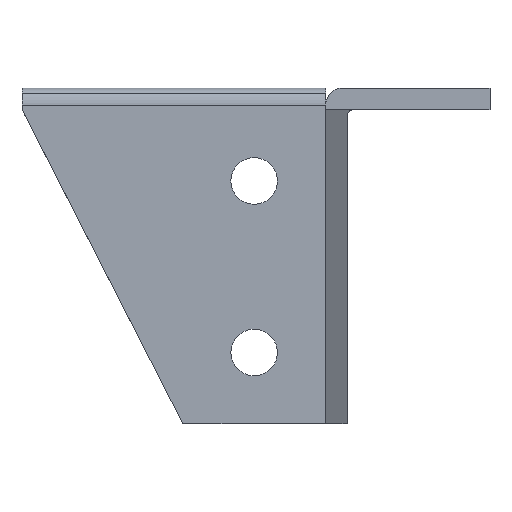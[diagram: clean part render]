
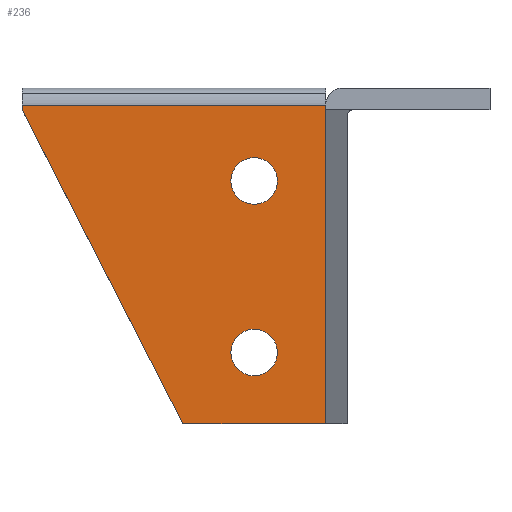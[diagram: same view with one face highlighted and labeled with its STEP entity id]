
A CAD part, left-side view. The second image highlights one B-rep face of the part: STEP entity #236.
In plain terms, the highlighted planar face has unit normal (-1, 0, 0).
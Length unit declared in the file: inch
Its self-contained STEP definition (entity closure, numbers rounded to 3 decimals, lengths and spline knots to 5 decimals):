
#148=EDGE_CURVE('',#412,#413,#414,.T.);
#152=EDGE_CURVE('',#419,#420,#421,.T.);
#178=EDGE_CURVE('',#462,#463,#464,.T.);
#182=EDGE_CURVE('',#469,#470,#471,.T.);
#192=EDGE_CURVE('',#423,#469,#486,.T.);
#214=EDGE_CURVE('',#462,#521,#522,.T.);
#234=EDGE_CURVE('',#420,#492,#549,.T.);
#236=ADVANCED_FACE('',(#551,#552,#553),#554,.T.);
#250=EDGE_CURVE('',#470,#575,#576,.T.);
#312=EDGE_CURVE('',#672,#419,#673,.T.);
#314=EDGE_CURVE('',#413,#463,#675,.T.);
#336=EDGE_CURVE('',#492,#672,#705,.T.);
#356=EDGE_CURVE('',#575,#423,#732,.T.);
#412=VERTEX_POINT('',#792);
#413=VERTEX_POINT('',#793);
#414=LINE('',#794,#795);
#419=VERTEX_POINT('',#808);
#420=VERTEX_POINT('',#809);
#421=B_SPLINE_CURVE_WITH_KNOTS('',3,(#810,#811,#812,#813),.UNSPECIFIED.,.F.,.F.,(4,4),(0.0,1.0),.UNSPECIFIED.);
#423=VERTEX_POINT('',#816);
#462=VERTEX_POINT('',#901);
#463=VERTEX_POINT('',#902);
#464=LINE('',#903,#904);
#469=VERTEX_POINT('',#917);
#470=VERTEX_POINT('',#918);
#471=B_SPLINE_CURVE_WITH_KNOTS('',3,(#919,#920,#921,#922),.UNSPECIFIED.,.F.,.F.,(4,4),(0.0,1.0),.UNSPECIFIED.);
#486=B_SPLINE_CURVE_WITH_KNOTS('',3,(#956,#957,#958,#959),.UNSPECIFIED.,.F.,.F.,(4,4),(0.0,1.0),.UNSPECIFIED.);
#492=VERTEX_POINT('',#970);
#521=VERTEX_POINT('',#1044);
#522=LINE('',#1045,#1046);
#549=B_SPLINE_CURVE_WITH_KNOTS('',3,(#1106,#1107,#1108,#1109),.UNSPECIFIED.,.F.,.F.,(4,4),(0.0,1.0),.UNSPECIFIED.);
#551=FACE_BOUND('',#1111,.T.);
#552=FACE_BOUND('',#1112,.T.);
#553=FACE_OUTER_BOUND('',#1113,.T.);
#554=PLANE('',#1114);
#575=VERTEX_POINT('',#1161);
#576=B_SPLINE_CURVE_WITH_KNOTS('',3,(#1162,#1163,#1164,#1165),.UNSPECIFIED.,.F.,.F.,(4,4),(0.0,1.0),.UNSPECIFIED.);
#672=VERTEX_POINT('',#1345);
#673=B_SPLINE_CURVE_WITH_KNOTS('',3,(#1346,#1347,#1348,#1349),.UNSPECIFIED.,.F.,.F.,(4,4),(0.0,1.0),.UNSPECIFIED.);
#675=LINE('',#1352,#1353);
#705=B_SPLINE_CURVE_WITH_KNOTS('',3,(#1407,#1408,#1409,#1410),.UNSPECIFIED.,.F.,.F.,(4,4),(0.0,1.0),.UNSPECIFIED.);
#732=B_SPLINE_CURVE_WITH_KNOTS('',3,(#1456,#1457,#1458,#1459),.UNSPECIFIED.,.F.,.F.,(4,4),(0.0,1.0),.UNSPECIFIED.);
#792=CARTESIAN_POINT('',(1.25,2.8439,2.75));
#793=CARTESIAN_POINT('',(1.25,1.43765,0.0));
#794=CARTESIAN_POINT('',(1.25,2.8439,2.75));
#795=VECTOR('',#1577,1.0);
#808=CARTESIAN_POINT('',(1.25,0.81341,0.42182));
#809=CARTESIAN_POINT('',(1.25,1.01656,0.62495));
#810=CARTESIAN_POINT('',(1.25,0.81341,0.42182));
#811=CARTESIAN_POINT('',(1.25,0.9256,0.42182));
#812=CARTESIAN_POINT('',(1.25,1.01656,0.51276));
#813=CARTESIAN_POINT('',(1.25,1.01656,0.62495));
#816=CARTESIAN_POINT('',(1.25,0.81341,1.92182));
#901=CARTESIAN_POINT('',(1.25,0.18765,2.75));
#902=CARTESIAN_POINT('',(1.25,0.18765,0.0));
#903=CARTESIAN_POINT('',(1.25,0.18765,1.57342));
#904=VECTOR('',#1661,1.0);
#917=CARTESIAN_POINT('',(1.25,1.01656,2.12495));
#918=CARTESIAN_POINT('',(1.25,0.81341,2.32808));
#919=CARTESIAN_POINT('',(1.25,1.01656,2.12495));
#920=CARTESIAN_POINT('',(1.25,1.01656,2.23713));
#921=CARTESIAN_POINT('',(1.25,0.9256,2.32808));
#922=CARTESIAN_POINT('',(1.25,0.81341,2.32808));
#956=CARTESIAN_POINT('',(1.25,0.81341,1.92182));
#957=CARTESIAN_POINT('',(1.25,0.9256,1.92182));
#958=CARTESIAN_POINT('',(1.25,1.01656,2.01278));
#959=CARTESIAN_POINT('',(1.25,1.01656,2.12495));
#970=CARTESIAN_POINT('',(1.25,0.81341,0.82807));
#1044=CARTESIAN_POINT('',(1.25,0.18765,2.7875));
#1045=CARTESIAN_POINT('',(1.25,0.18765,2.75));
#1046=VECTOR('',#1719,1.);
#1106=CARTESIAN_POINT('',(1.25,1.01656,0.62495));
#1107=CARTESIAN_POINT('',(1.25,1.01656,0.73713));
#1108=CARTESIAN_POINT('',(1.25,0.9256,0.82807));
#1109=CARTESIAN_POINT('',(1.25,0.81341,0.82807));
#1111=EDGE_LOOP('',(#1750,#1751,#1752,#1753));
#1112=EDGE_LOOP('',(#1754,#1755,#1756,#1757));
#1113=EDGE_LOOP('',(#1758,#1759,#1760,#1761,#1762,#1763));
#1114=AXIS2_PLACEMENT_3D('',#1764,#1765,#1766);
#1161=CARTESIAN_POINT('',(1.25,0.61026,2.12495));
#1162=CARTESIAN_POINT('',(1.25,0.81341,2.32808));
#1163=CARTESIAN_POINT('',(1.25,0.70121,2.32808));
#1164=CARTESIAN_POINT('',(1.25,0.61026,2.23713));
#1165=CARTESIAN_POINT('',(1.25,0.61026,2.12495));
#1345=CARTESIAN_POINT('',(1.25,0.61026,0.62495));
#1346=CARTESIAN_POINT('',(1.25,0.61026,0.62495));
#1347=CARTESIAN_POINT('',(1.25,0.61026,0.51276));
#1348=CARTESIAN_POINT('',(1.25,0.70121,0.42182));
#1349=CARTESIAN_POINT('',(1.25,0.81341,0.42182));
#1352=CARTESIAN_POINT('',(1.25,1.43765,0.0));
#1353=VECTOR('',#1947,1.0);
#1407=CARTESIAN_POINT('',(1.25,0.81341,0.82807));
#1408=CARTESIAN_POINT('',(1.25,0.70121,0.82807));
#1409=CARTESIAN_POINT('',(1.25,0.61026,0.73713));
#1410=CARTESIAN_POINT('',(1.25,0.61026,0.62495));
#1456=CARTESIAN_POINT('',(1.25,0.61026,2.12495));
#1457=CARTESIAN_POINT('',(1.25,0.61026,2.01278));
#1458=CARTESIAN_POINT('',(1.25,0.70121,1.92182));
#1459=CARTESIAN_POINT('',(1.25,0.81341,1.92182));
#1577=DIRECTION('',(0.0,-0.455,-0.89));
#1661=DIRECTION('',(-0.0,0.,-1.0));
#1719=DIRECTION('',(0.0,0.,1.0));
#1750=ORIENTED_EDGE('',*,*,#336,.T.);
#1751=ORIENTED_EDGE('',*,*,#312,.T.);
#1752=ORIENTED_EDGE('',*,*,#152,.T.);
#1753=ORIENTED_EDGE('',*,*,#234,.T.);
#1754=ORIENTED_EDGE('',*,*,#250,.T.);
#1755=ORIENTED_EDGE('',*,*,#356,.T.);
#1756=ORIENTED_EDGE('',*,*,#192,.T.);
#1757=ORIENTED_EDGE('',*,*,#182,.T.);
#1758=ORIENTED_EDGE('',*,*,#148,.T.);
#1759=ORIENTED_EDGE('',*,*,#314,.T.);
#1760=ORIENTED_EDGE('',*,*,#178,.F.);
#1761=ORIENTED_EDGE('',*,*,#214,.T.);
#1762=ORIENTED_EDGE('',*,*,#2189,.F.);
#1763=ORIENTED_EDGE('',*,*,#2190,.F.);
#1764=CARTESIAN_POINT('',(1.25,1.24888,1.57342));
#1765=DIRECTION('',(-1.0,0.0,0.0));
#1766=DIRECTION('',(0.0,-1.0,0.0));
#1947=DIRECTION('',(0.0,-1.0,0.0));
#2189=EDGE_CURVE('',#2404,#521,#2405,.T.);
#2190=EDGE_CURVE('',#412,#2404,#2406,.T.);
#2404=VERTEX_POINT('',#2743);
#2405=LINE('',#2744,#2745);
#2406=LINE('',#2746,#2747);
#2743=CARTESIAN_POINT('',(1.25,2.8439,2.7875));
#2744=CARTESIAN_POINT('',(1.25,1.51577,2.7875));
#2745=VECTOR('',#2936,1.0);
#2746=CARTESIAN_POINT('',(1.25,2.8439,2.75));
#2747=VECTOR('',#2937,1.0);
#2936=DIRECTION('',(0.0,-1.0,0.0));
#2937=DIRECTION('',(0.0,0.0,1.0));
